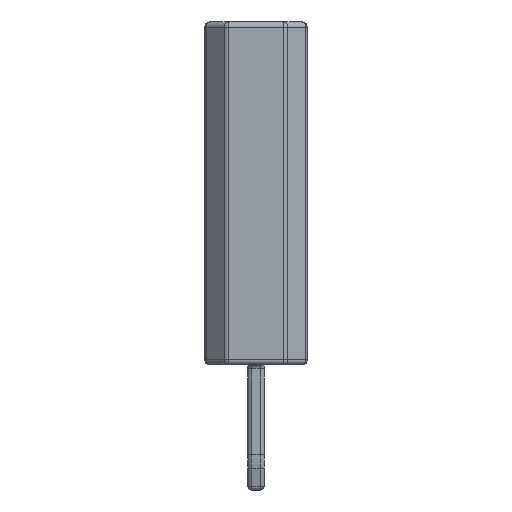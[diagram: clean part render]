
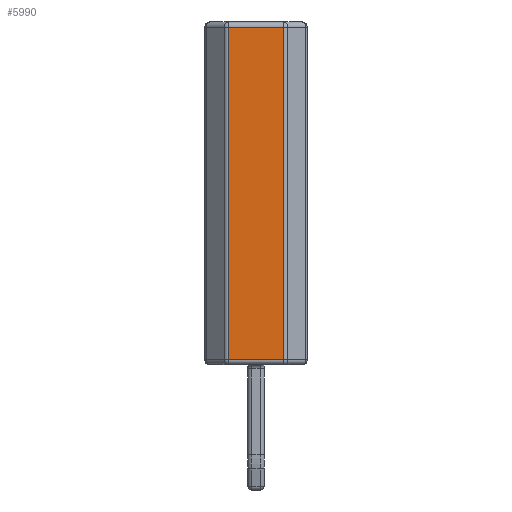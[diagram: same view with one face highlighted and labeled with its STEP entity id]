
A CAD part, left-side view. The second image highlights one B-rep face of the part: STEP entity #5990.
In plain terms, the highlighted planar face has unit normal (-1, 0, 0).
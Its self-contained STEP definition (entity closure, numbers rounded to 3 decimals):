
#5332 = CYLINDRICAL_SURFACE('',#5333,0.125);
#5333 = AXIS2_PLACEMENT_3D('',#5334,#5335,#5336);
#5334 = CARTESIAN_POINT('',(-1.145,0.692,0.));
#5335 = DIRECTION('',(0.,0.,1.));
#5336 = DIRECTION('',(-0.707,0.707,0.));
#5437 = VERTEX_POINT('',#5438);
#5438 = CARTESIAN_POINT('',(-1.27,0.692,0.125));
#5465 = EDGE_CURVE('',#5437,#5466,#5468,.T.);
#5466 = VERTEX_POINT('',#5467);
#5467 = CARTESIAN_POINT('',(-1.27,0.692,8.375));
#5468 = SURFACE_CURVE('',#5469,(#5473,#5480),.PCURVE_S1.);
#5469 = LINE('',#5470,#5471);
#5470 = CARTESIAN_POINT('',(-1.27,0.692,0.));
#5471 = VECTOR('',#5472,1.);
#5472 = DIRECTION('',(0.,0.,1.));
#5473 = PCURVE('',#5332,#5474);
#5474 = DEFINITIONAL_REPRESENTATION('',(#5475),#5479);
#5475 = LINE('',#5476,#5477);
#5476 = CARTESIAN_POINT('',(0.785,0.));
#5477 = VECTOR('',#5478,1.);
#5478 = DIRECTION('',(0.,1.));
#5479 = ( GEOMETRIC_REPRESENTATION_CONTEXT(2) 
PARAMETRIC_REPRESENTATION_CONTEXT() REPRESENTATION_CONTEXT('2D SPACE',''
  ) );
#5480 = PCURVE('',#5481,#5486);
#5481 = PLANE('',#5482);
#5482 = AXIS2_PLACEMENT_3D('',#5483,#5484,#5485);
#5483 = CARTESIAN_POINT('',(-1.27,-0.744,0.));
#5484 = DIRECTION('',(-1.,0.,0.));
#5485 = DIRECTION('',(0.,1.,0.));
#5486 = DEFINITIONAL_REPRESENTATION('',(#5487),#5491);
#5487 = LINE('',#5488,#5489);
#5488 = CARTESIAN_POINT('',(1.436,0.));
#5489 = VECTOR('',#5490,1.);
#5490 = DIRECTION('',(0.,-1.));
#5491 = ( GEOMETRIC_REPRESENTATION_CONTEXT(2) 
PARAMETRIC_REPRESENTATION_CONTEXT() REPRESENTATION_CONTEXT('2D SPACE',''
  ) );
#5695 = CYLINDRICAL_SURFACE('',#5696,0.125);
#5696 = AXIS2_PLACEMENT_3D('',#5697,#5698,#5699);
#5697 = CARTESIAN_POINT('',(-1.145,-0.744,8.375));
#5698 = DIRECTION('',(0.,1.,0.));
#5699 = DIRECTION('',(-1.,0.,0.));
#5977 = CYLINDRICAL_SURFACE('',#5978,0.125);
#5978 = AXIS2_PLACEMENT_3D('',#5979,#5980,#5981);
#5979 = CARTESIAN_POINT('',(-1.145,-0.744,0.125));
#5980 = DIRECTION('',(0.,1.,0.));
#5981 = DIRECTION('',(-1.,0.,0.));
#5990 = ADVANCED_FACE('',(#5991),#5481,.T.);
#5991 = FACE_BOUND('',#5992,.T.);
#5992 = EDGE_LOOP('',(#5993,#6016,#6017,#6040));
#5993 = ORIENTED_EDGE('',*,*,#5994,.T.);
#5994 = EDGE_CURVE('',#5995,#5466,#5997,.T.);
#5995 = VERTEX_POINT('',#5996);
#5996 = CARTESIAN_POINT('',(-1.27,-0.692,8.375));
#5997 = SURFACE_CURVE('',#5998,(#6002,#6009),.PCURVE_S1.);
#5998 = LINE('',#5999,#6000);
#5999 = CARTESIAN_POINT('',(-1.27,-0.744,8.375));
#6000 = VECTOR('',#6001,1.);
#6001 = DIRECTION('',(0.,1.,0.));
#6002 = PCURVE('',#5481,#6003);
#6003 = DEFINITIONAL_REPRESENTATION('',(#6004),#6008);
#6004 = LINE('',#6005,#6006);
#6005 = CARTESIAN_POINT('',(0.,-8.375));
#6006 = VECTOR('',#6007,1.);
#6007 = DIRECTION('',(1.,0.));
#6008 = ( GEOMETRIC_REPRESENTATION_CONTEXT(2) 
PARAMETRIC_REPRESENTATION_CONTEXT() REPRESENTATION_CONTEXT('2D SPACE',''
  ) );
#6009 = PCURVE('',#5695,#6010);
#6010 = DEFINITIONAL_REPRESENTATION('',(#6011),#6015);
#6011 = LINE('',#6012,#6013);
#6012 = CARTESIAN_POINT('',(0.,0.));
#6013 = VECTOR('',#6014,1.);
#6014 = DIRECTION('',(0.,1.));
#6015 = ( GEOMETRIC_REPRESENTATION_CONTEXT(2) 
PARAMETRIC_REPRESENTATION_CONTEXT() REPRESENTATION_CONTEXT('2D SPACE',''
  ) );
#6016 = ORIENTED_EDGE('',*,*,#5465,.F.);
#6017 = ORIENTED_EDGE('',*,*,#6018,.F.);
#6018 = EDGE_CURVE('',#6019,#5437,#6021,.T.);
#6019 = VERTEX_POINT('',#6020);
#6020 = CARTESIAN_POINT('',(-1.27,-0.692,0.125));
#6021 = SURFACE_CURVE('',#6022,(#6026,#6033),.PCURVE_S1.);
#6022 = LINE('',#6023,#6024);
#6023 = CARTESIAN_POINT('',(-1.27,-0.744,0.125));
#6024 = VECTOR('',#6025,1.);
#6025 = DIRECTION('',(0.,1.,0.));
#6026 = PCURVE('',#5481,#6027);
#6027 = DEFINITIONAL_REPRESENTATION('',(#6028),#6032);
#6028 = LINE('',#6029,#6030);
#6029 = CARTESIAN_POINT('',(0.,-0.125));
#6030 = VECTOR('',#6031,1.);
#6031 = DIRECTION('',(1.,0.));
#6032 = ( GEOMETRIC_REPRESENTATION_CONTEXT(2) 
PARAMETRIC_REPRESENTATION_CONTEXT() REPRESENTATION_CONTEXT('2D SPACE',''
  ) );
#6033 = PCURVE('',#5977,#6034);
#6034 = DEFINITIONAL_REPRESENTATION('',(#6035),#6039);
#6035 = LINE('',#6036,#6037);
#6036 = CARTESIAN_POINT('',(-0.,0.));
#6037 = VECTOR('',#6038,1.);
#6038 = DIRECTION('',(-0.,1.));
#6039 = ( GEOMETRIC_REPRESENTATION_CONTEXT(2) 
PARAMETRIC_REPRESENTATION_CONTEXT() REPRESENTATION_CONTEXT('2D SPACE',''
  ) );
#6040 = ORIENTED_EDGE('',*,*,#6041,.T.);
#6041 = EDGE_CURVE('',#6019,#5995,#6042,.T.);
#6042 = SURFACE_CURVE('',#6043,(#6047,#6054),.PCURVE_S1.);
#6043 = LINE('',#6044,#6045);
#6044 = CARTESIAN_POINT('',(-1.27,-0.692,0.));
#6045 = VECTOR('',#6046,1.);
#6046 = DIRECTION('',(0.,0.,1.));
#6047 = PCURVE('',#5481,#6048);
#6048 = DEFINITIONAL_REPRESENTATION('',(#6049),#6053);
#6049 = LINE('',#6050,#6051);
#6050 = CARTESIAN_POINT('',(0.052,0.));
#6051 = VECTOR('',#6052,1.);
#6052 = DIRECTION('',(0.,-1.));
#6053 = ( GEOMETRIC_REPRESENTATION_CONTEXT(2) 
PARAMETRIC_REPRESENTATION_CONTEXT() REPRESENTATION_CONTEXT('2D SPACE',''
  ) );
#6054 = PCURVE('',#6055,#6060);
#6055 = CYLINDRICAL_SURFACE('',#6056,0.125);
#6056 = AXIS2_PLACEMENT_3D('',#6057,#6058,#6059);
#6057 = CARTESIAN_POINT('',(-1.145,-0.692,0.));
#6058 = DIRECTION('',(0.,0.,1.));
#6059 = DIRECTION('',(-1.,0.,0.));
#6060 = DEFINITIONAL_REPRESENTATION('',(#6061),#6065);
#6061 = LINE('',#6062,#6063);
#6062 = CARTESIAN_POINT('',(0.,0.));
#6063 = VECTOR('',#6064,1.);
#6064 = DIRECTION('',(0.,1.));
#6065 = ( GEOMETRIC_REPRESENTATION_CONTEXT(2) 
PARAMETRIC_REPRESENTATION_CONTEXT() REPRESENTATION_CONTEXT('2D SPACE',''
  ) );
